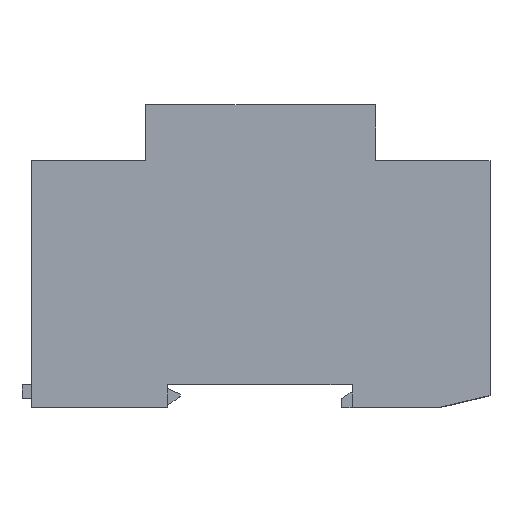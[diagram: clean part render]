
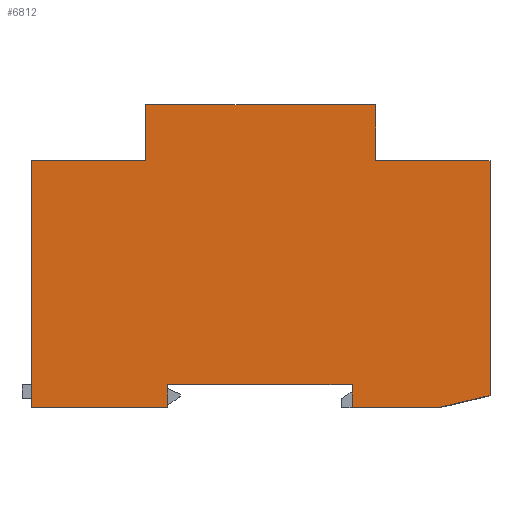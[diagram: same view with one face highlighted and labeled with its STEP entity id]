
A CAD part, top view. The second image highlights one B-rep face of the part: STEP entity #6812.
In plain terms, the highlighted planar face has unit normal (0, 0, 1).
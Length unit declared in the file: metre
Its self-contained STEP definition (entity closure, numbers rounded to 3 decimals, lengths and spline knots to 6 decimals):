
#40=DIRECTION('',(0.,1.,0.));
#41=VECTOR('',#40,0.04835);
#42=CARTESIAN_POINT('',(-0.108522,-0.104896,0.036));
#43=LINE('',#42,#41);
#1763=DIRECTION('',(-1.,0.,0.));
#1764=VECTOR('',#1763,0.0361);
#1765=CARTESIAN_POINT('',(-0.045722,-0.100396,0.036));
#1766=LINE('',#1765,#1764);
#1952=DIRECTION('',(0.,1.,0.));
#1953=VECTOR('',#1952,0.0045);
#1954=CARTESIAN_POINT('',(-0.081822,-0.104896,0.036));
#1955=LINE('',#1954,#1953);
#1959=DIRECTION('',(1.,0.,0.));
#1960=VECTOR('',#1959,0.0267);
#1961=CARTESIAN_POINT('',(-0.108522,-0.104896,0.036));
#1962=LINE('',#1961,#1960);
#1966=DIRECTION('',(0.973,0.229,0.));
#1967=VECTOR('',#1966,0.010272);
#1968=CARTESIAN_POINT('',(-0.028722,-0.104896,0.036));
#1969=LINE('',#1968,#1967);
#2074=DIRECTION('',(1.,0.,0.));
#2075=VECTOR('',#2074,0.0224);
#2076=CARTESIAN_POINT('',(-0.108522,-0.056546,0.036));
#2077=LINE('',#2076,#2075);
#2245=DIRECTION('',(0.,1.,0.));
#2246=VECTOR('',#2245,0.01095);
#2247=CARTESIAN_POINT('',(-0.086122,-0.056546,0.036));
#2248=LINE('',#2247,#2246);
#2266=DIRECTION('',(1.,0.,0.));
#2267=VECTOR('',#2266,0.045);
#2268=CARTESIAN_POINT('',(-0.086122,-0.045596,0.036));
#2269=LINE('',#2268,#2267);
#2287=DIRECTION('',(0.,-1.,0.));
#2288=VECTOR('',#2287,0.01095);
#2289=CARTESIAN_POINT('',(-0.041122,-0.045596,0.036));
#2290=LINE('',#2289,#2288);
#2388=DIRECTION('',(1.,0.,0.));
#2389=VECTOR('',#2388,0.0224);
#2390=CARTESIAN_POINT('',(-0.041122,-0.056546,0.036));
#2391=LINE('',#2390,#2389);
#2559=DIRECTION('',(0.,-1.,0.));
#2560=VECTOR('',#2559,0.046);
#2561=CARTESIAN_POINT('',(-0.018722,-0.056546,0.036));
#2562=LINE('',#2561,#2560);
#3315=DIRECTION('',(-1.,0.,0.));
#3316=VECTOR('',#3315,0.017);
#3317=CARTESIAN_POINT('',(-0.028722,-0.104896,0.036));
#3318=LINE('',#3317,#3316);
#3336=DIRECTION('',(0.,1.,0.));
#3337=VECTOR('',#3336,0.0045);
#3338=CARTESIAN_POINT('',(-0.045722,-0.104896,0.036));
#3339=LINE('',#3338,#3337);
#3893=CARTESIAN_POINT('',(-0.108522,-0.104896,0.036));
#3894=VERTEX_POINT('',#3893);
#3895=CARTESIAN_POINT('',(-0.081822,-0.104896,0.036));
#3896=VERTEX_POINT('',#3895);
#3913=CARTESIAN_POINT('',(-0.081822,-0.100396,0.036));
#3914=VERTEX_POINT('',#3913);
#3915=CARTESIAN_POINT('',(-0.108522,-0.056546,0.036));
#3916=VERTEX_POINT('',#3915);
#3917=CARTESIAN_POINT('',(-0.086122,-0.056546,0.036));
#3918=VERTEX_POINT('',#3917);
#3919=CARTESIAN_POINT('',(-0.086122,-0.045596,0.036));
#3920=VERTEX_POINT('',#3919);
#3921=CARTESIAN_POINT('',(-0.041122,-0.045596,0.036));
#3922=VERTEX_POINT('',#3921);
#3923=CARTESIAN_POINT('',(-0.041122,-0.056546,0.036));
#3924=VERTEX_POINT('',#3923);
#3925=CARTESIAN_POINT('',(-0.018722,-0.056546,0.036));
#3926=VERTEX_POINT('',#3925);
#3927=CARTESIAN_POINT('',(-0.018722,-0.102546,0.036));
#3928=VERTEX_POINT('',#3927);
#3929=CARTESIAN_POINT('',(-0.028722,-0.104896,0.036));
#3930=VERTEX_POINT('',#3929);
#3931=CARTESIAN_POINT('',(-0.045722,-0.104896,0.036));
#3932=VERTEX_POINT('',#3931);
#3933=CARTESIAN_POINT('',(-0.045722,-0.100396,0.036));
#3934=VERTEX_POINT('',#3933);
#6783=CARTESIAN_POINT('',(0.,0.,0.036));
#6784=DIRECTION('',(0.,0.,1.));
#6785=DIRECTION('',(1.,0.,0.));
#6786=AXIS2_PLACEMENT_3D('',#6783,#6784,#6785);
#6787=PLANE('',#6786);
#6788=ORIENTED_EDGE('',*,*,#6586,.F.);
#6789=ORIENTED_EDGE('',*,*,#6451,.F.);
#6790=ORIENTED_EDGE('',*,*,#4408,.T.);
#6792=ORIENTED_EDGE('',*,*,#6791,.T.);
#6794=ORIENTED_EDGE('',*,*,#6793,.T.);
#6796=ORIENTED_EDGE('',*,*,#6795,.T.);
#6798=ORIENTED_EDGE('',*,*,#6797,.T.);
#6800=ORIENTED_EDGE('',*,*,#6799,.T.);
#6802=ORIENTED_EDGE('',*,*,#6801,.T.);
#6804=ORIENTED_EDGE('',*,*,#6803,.F.);
#6806=ORIENTED_EDGE('',*,*,#6805,.T.);
#6808=ORIENTED_EDGE('',*,*,#6807,.T.);
#6809=ORIENTED_EDGE('',*,*,#6611,.T.);
#6810=EDGE_LOOP('',(#6788,#6789,#6790,#6792,#6794,#6796,#6798,#6800,#6802,#6804,
#6806,#6808,#6809));
#6811=FACE_OUTER_BOUND('',#6810,.F.);
#4408=EDGE_CURVE('',#3894,#3916,#43,.T.);
#6451=EDGE_CURVE('',#3894,#3896,#1962,.T.);
#6586=EDGE_CURVE('',#3896,#3914,#1955,.T.);
#6611=EDGE_CURVE('',#3934,#3914,#1766,.T.);
#6791=EDGE_CURVE('',#3916,#3918,#2077,.T.);
#6793=EDGE_CURVE('',#3918,#3920,#2248,.T.);
#6795=EDGE_CURVE('',#3920,#3922,#2269,.T.);
#6797=EDGE_CURVE('',#3922,#3924,#2290,.T.);
#6799=EDGE_CURVE('',#3924,#3926,#2391,.T.);
#6801=EDGE_CURVE('',#3926,#3928,#2562,.T.);
#6803=EDGE_CURVE('',#3930,#3928,#1969,.T.);
#6805=EDGE_CURVE('',#3930,#3932,#3318,.T.);
#6807=EDGE_CURVE('',#3932,#3934,#3339,.T.);
#6812=ADVANCED_FACE('',(#6811),#6787,.T.);
